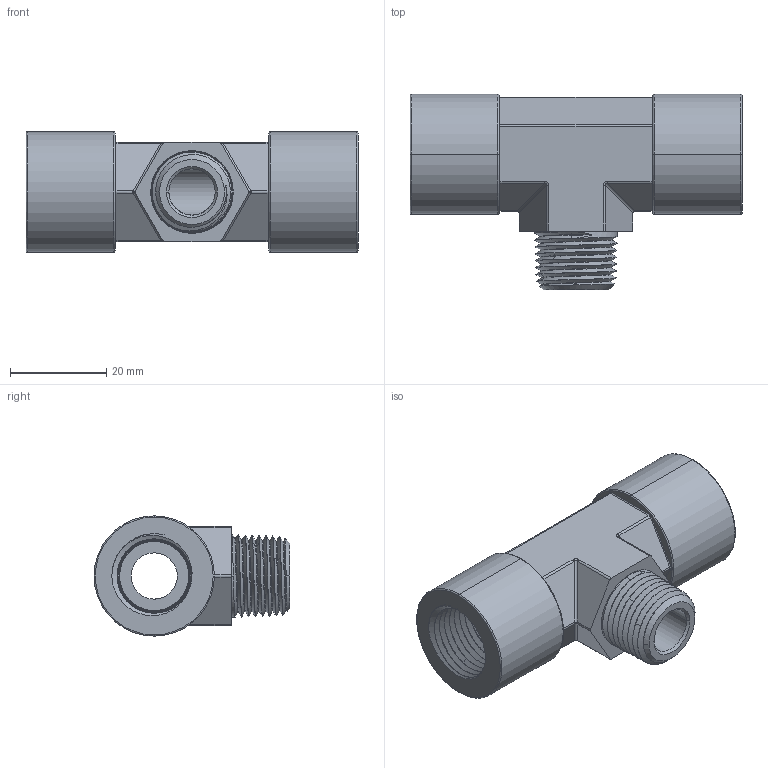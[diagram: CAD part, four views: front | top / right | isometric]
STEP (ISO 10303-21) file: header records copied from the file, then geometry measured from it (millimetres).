
FILE_DESCRIPTION((''),'2;1');
FILE_NAME('001_H-SBT_MASTER','2025-07-07T15:59:32',('Administrator'),(''),'CREO PARAMETRIC BY PTC INC, 2020184','CREO PARAMETRIC BY PTC INC, 2020184','');
FILE_SCHEMA(('AUTOMOTIVE_DESIGN { 1 0 10303 214 1 1 1 1 }'));
Products named in the file (1): 001_H-SBT_MASTER
Bounding box: 69 x 40.7 x 25 mm (x, y, z)
Volume: 23162.4 mm3; surface area: 12610 mm2
Topology: 1 solids, 1 shells, 194 faces, 504 edges, 326 vertices
Faces by surface type: cone 64, cylinder 44, bspline 41, plane 24, torus 20, extrusion 1
Entity records: 33220 total; most frequent: CARTESIAN_POINT 27244, ORIENTED_EDGE 990, DIRECTION 723, PRESENTATION_STYLE_ASSIGNMENT 506, STYLED_ITEM 506, CURVE_STYLE 505, EDGE_CURVE 495, VERTEX_POINT 307
